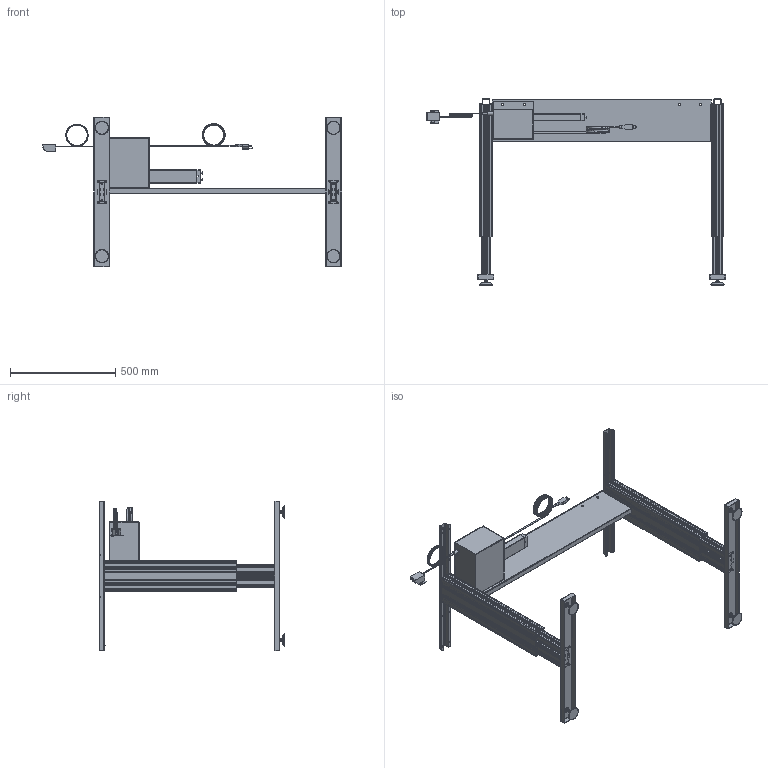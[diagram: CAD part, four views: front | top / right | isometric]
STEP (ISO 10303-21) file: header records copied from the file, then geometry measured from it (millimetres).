
FILE_DESCRIPTION (( 'STEP AP203' ), '1' );
FILE_NAME ('NXTE502848.STEP', '2024-03-04T22:15:57', ( '' ), ( '' ), 'SwSTEP 2.0', 'SolidWorks 2023', '' );
FILE_SCHEMA (( 'CONFIG_CONTROL_DESIGN' ));
Length unit declared in the file: inch
Products named in the file (34): Switch_7; Leveler; Motorized Pump_1-2X06_5; 2001-9 7-8-22_Open; Switch_5; Switch_8; Switch_3; Switch_2; Motorized Pump Assembly; ARM_28; FOOT_28" FOOT; Motorized Pump_1-2X06_8; NXTE502848; Motorized Pump_1-2X06; Motorized Pump_1-2X06_7; 2001 Inner -9 7-8-22_24.75; FOOT ASSM_2007-28inch-FOOT ASSM Centered; Switch_4; pan cross head_ai_CR-PHMS 0.164-32x0.25x0.25-N; Formed Strut_FORMED-STRUT-48; Switch; 7661-6-B-2; Motorized Pump_1-2X06_2; Leveler_2; Motorized Pump_1-2X06_6; 2001 Outer -9 7-8-22_24.75; Motorized Pump_1-2X06_3; 50815K103-Compression nut, brass (.19 ID x .38-24 Thd)_50815K103; socket button head cap screw_ai_SBHCSCREW 0.19-32x1.5-HX-N; 90596A280_SteelRound-BaseWeldNut_90596A280; Motorized Pump_1-2X06_4; Switch_6
Assembly tree (50 placements, depth 4):
  NXTE502848
    2001-9 7-8-22_Open  x2
      2001 Inner -9 7-8-22_24.75
      2001 Outer -9 7-8-22_24.75
    Motorized Pump Assembly
      Motorized Pump_1-2X06
        Motorized Pump_1-2X06_8
        Motorized Pump_1-2X06_6
        Motorized Pump_1-2X06_3
        Motorized Pump_1-2X06_2
        Motorized Pump_1-2X06_7
        Motorized Pump_1-2X06_4
        Motorized Pump_1-2X06
        Motorized Pump_1-2X06_5
      Switch
        Switch_5
        Switch_3
        Switch
        Switch_2
        Switch_7
        Switch_8
        Switch_4
        Switch_6
      50815K103-Compression nut, brass (.19 ID x .38-24 Thd)_50815K103  x2
    FOOT ASSM_2007-28inch-FOOT ASSM Centered  x2
      FOOT_28" FOOT
      7661-6-B-2
        Leveler
        Leveler_2
      90596A280_SteelRound-BaseWeldNut_90596A280
    Formed Strut_FORMED-STRUT-48
    ARM_28  x2
    socket button head cap screw_ai_SBHCSCREW 0.19-32x1.5-HX-N  x8
    pan cross head_ai_CR-PHMS 0.164-32x0.25x0.25-N  x5
Bounding box: 1420.18 x 882.65 x 711.2 mm (x, y, z)
Volume: 4985158.1 mm3; surface area: 4423313.3 mm2
Topology: 26 solids, 493 shells, 2365 faces, 7350 edges, 5503 vertices
Faces by surface type: cylinder 1187, plane 890, cone 153, torus 54, bspline 47, sphere 34
Entity records: 78681 total; most frequent: CARTESIAN_POINT 41694, DIRECTION 6841, ORIENTED_EDGE 6029, EDGE_CURVE 3754, VERTEX_POINT 2964, AXIS2_PLACEMENT_3D 2392, VECTOR 2057, LINE 2057
